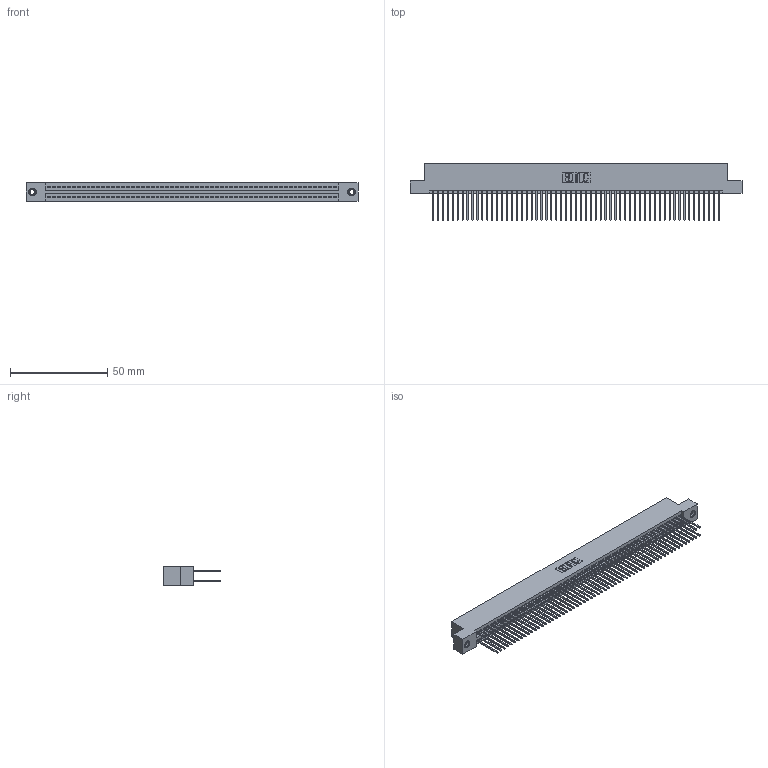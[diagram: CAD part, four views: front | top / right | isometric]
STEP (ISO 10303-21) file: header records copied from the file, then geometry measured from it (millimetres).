
FILE_DESCRIPTION (( 'STEP AP203' ), '1' );
FILE_NAME ('345-118-540-207.STEP', '2019-11-05T19:44:36', ( '' ), ( '' ), 'SwSTEP 2.0', 'SolidWorks 2016', '' );
FILE_SCHEMA (( 'CONFIG_CONTROL_DESIGN' ));
Length unit declared in the file: inch
Products named in the file (4): 345-292-001_345-293-140; 345-118-540-207; 345 Part_Flush Mounting Lugs - 0.156 Dia-TI; 345-250-001_345-250-005-103
Assembly tree (121 placements, depth 2):
  345-118-540-207
    345 Part_Flush Mounting Lugs - 0.156 Dia-TI
    345-292-001_345-293-140  x118
    345-250-001_345-250-005-103  x2
Bounding box: 171.07 x 29.13 x 9.4 mm (x, y, z)
Volume: 17209.4 mm3; surface area: 27870.9 mm2
Topology: 121 solids, 121 shells, 6086 faces, 18059 edges, 11874 vertices
Faces by surface type: plane 4006, cylinder 2064, cone 12, torus 4
Entity records: 45208 total; most frequent: CARTESIAN_POINT 7543, ORIENTED_EDGE 7470, DIRECTION 6657, EDGE_CURVE 3735, VECTOR 3347, LINE 3347, VERTEX_POINT 2484, AXIS2_PLACEMENT_3D 1655
